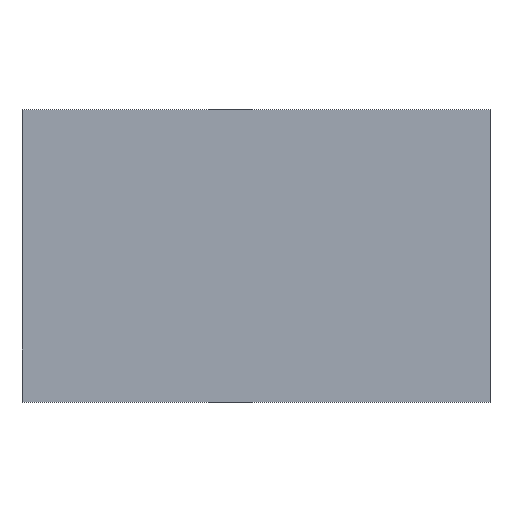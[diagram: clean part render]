
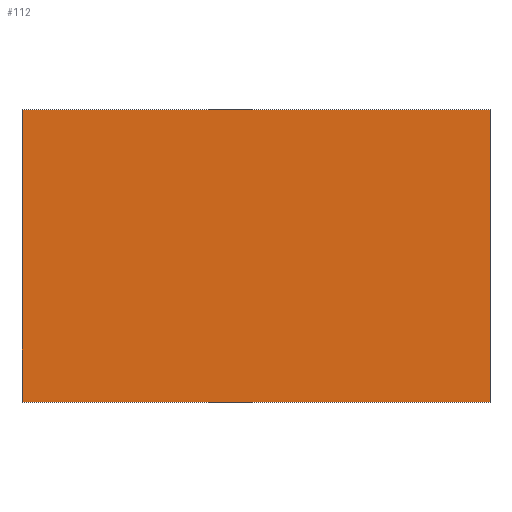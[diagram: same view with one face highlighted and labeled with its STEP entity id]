
A CAD part, top view. The second image highlights one B-rep face of the part: STEP entity #112.
In plain terms, the highlighted planar face has unit normal (0, 0, 1).
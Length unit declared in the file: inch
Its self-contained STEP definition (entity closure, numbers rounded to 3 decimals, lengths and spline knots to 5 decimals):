
#3 = EDGE_CURVE ( 'NONE', #79, #857, #435, .T. ) ;
#48 = CARTESIAN_POINT ( 'NONE',  ( 1081.4687, 207.42191, 0.75 ) ) ;
#59 = DIRECTION ( 'NONE',  ( -1., 0., 0. ) ) ;
#79 = VERTEX_POINT ( 'NONE', #876 ) ;
#96 = DIRECTION ( 'NONE',  ( -1., 0., 0. ) ) ;
#112 = ADVANCED_FACE ( 'NONE', ( #126 ), #1393, .T. ) ;
#123 = AXIS2_PLACEMENT_3D ( 'NONE', #1077, #493, #384 ) ;
#126 = FACE_OUTER_BOUND ( 'NONE', #894, .T. ) ;
#149 = CARTESIAN_POINT ( 'NONE',  ( 1081.4687, 208.04691, 0.75 ) ) ;
#259 = VECTOR ( 'NONE', #59, 39.37008 ) ;
#269 = EDGE_CURVE ( 'NONE', #728, #857, #722, .T. ) ;
#275 = CARTESIAN_POINT ( 'NONE',  ( 1080.4687, 208.67191, 0.75 ) ) ;
#343 = ORIENTED_EDGE ( 'NONE', *, *, #269, .T. ) ;
#348 = DIRECTION ( 'NONE',  ( 0., 1., 0. ) ) ;
#376 = VECTOR ( 'NONE', #348, 39.37008 ) ;
#384 = DIRECTION ( 'NONE',  ( 1., 0., 0. ) ) ;
#435 = LINE ( 'NONE', #881, #1418 ) ;
#493 = DIRECTION ( 'NONE',  ( 0., 0., 1. ) ) ;
#635 = ORIENTED_EDGE ( 'NONE', *, *, #1383, .F. ) ;
#636 = CARTESIAN_POINT ( 'NONE',  ( 1081.4687, 208.67191, 0.75 ) ) ;
#671 = ORIENTED_EDGE ( 'NONE', *, *, #3, .F. ) ;
#681 = VECTOR ( 'NONE', #96, 39.37008 ) ;
#722 = LINE ( 'NONE', #275, #259 ) ;
#728 = VERTEX_POINT ( 'NONE', #636 ) ;
#846 = ORIENTED_EDGE ( 'NONE', *, *, #1151, .T. ) ;
#857 = VERTEX_POINT ( 'NONE', #1033 ) ;
#876 = CARTESIAN_POINT ( 'NONE',  ( 1079.4687, 207.42191, 0.75 ) ) ;
#881 = CARTESIAN_POINT ( 'NONE',  ( 1079.4687, 208.04691, 0.75 ) ) ;
#894 = EDGE_LOOP ( 'NONE', ( #635, #846, #343, #671 ) ) ;
#1008 = VERTEX_POINT ( 'NONE', #48 ) ;
#1033 = CARTESIAN_POINT ( 'NONE',  ( 1079.4687, 208.67191, 0.75 ) ) ;
#1054 = LINE ( 'NONE', #1426, #681 ) ;
#1077 = CARTESIAN_POINT ( 'NONE',  ( 1079.4687, 207.42191, 0.75 ) ) ;
#1151 = EDGE_CURVE ( 'NONE', #1008, #728, #1209, .T. ) ;
#1209 = LINE ( 'NONE', #149, #376 ) ;
#1326 = DIRECTION ( 'NONE',  ( 0., 1., 0. ) ) ;
#1383 = EDGE_CURVE ( 'NONE', #1008, #79, #1054, .T. ) ;
#1393 = PLANE ( 'NONE',  #123 ) ;
#1418 = VECTOR ( 'NONE', #1326, 39.37008 ) ;
#1426 = CARTESIAN_POINT ( 'NONE',  ( 1080.4687, 207.42191, 0.75 ) ) ;
